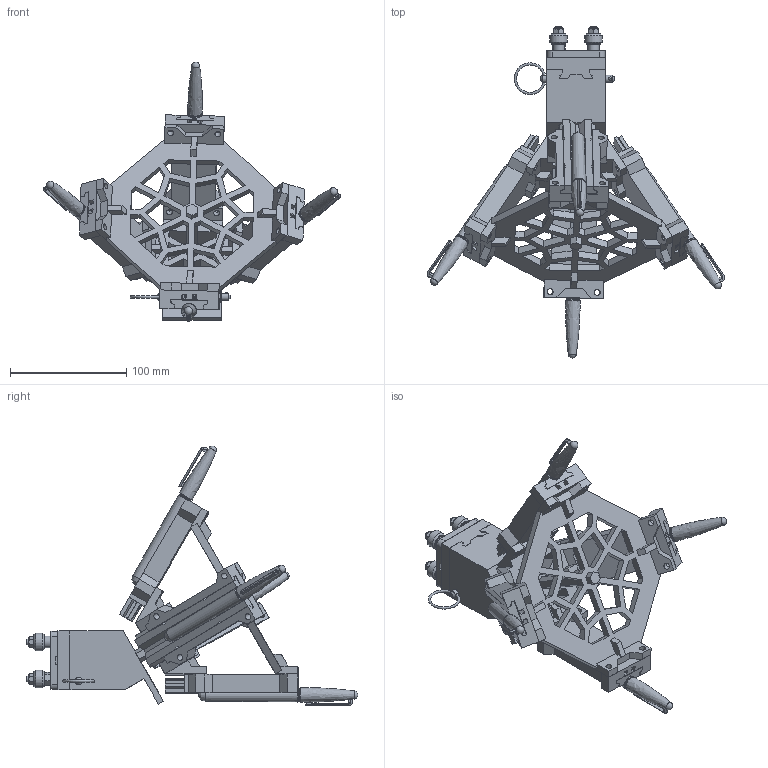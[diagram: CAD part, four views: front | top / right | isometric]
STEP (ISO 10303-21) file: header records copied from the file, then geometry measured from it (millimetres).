
FILE_DESCRIPTION(/* description */ (''),/* implementation_level */ '2;1');
FILE_NAME(/* name */ 'Tool_Head_Assem.stp',/* time_stamp */ '2021-02-21T16:40:49-08:00',/* author */ ('zhanb'),/* organization */ (''),/* preprocessor_version */ 'ST-DEVELOPER v17',/* originating_system */ 'Autodesk Inventor 2019',/* authorisation */ '');
FILE_SCHEMA (('AUTOMOTIVE_DESIGN { 1 0 10303 214 3 1 1 }'));
Length unit declared in the file: inch
Products named in the file (20): Tool_Head; Mini V Gantry Kit; Mini V Wheel Plate v1; Aluminum Spacer 6mm v1; Ball Bearing 5 x 10 x 4.2 v1; Low Profile Screw M5 v1; Nylon Insert Lock Nut M5 v1; Precision Shim 8 x 5 x 1 v1; Eccentric Spacer 6mm v1; Delrin Mini V Wheel v1; Pen_Mount; Holder_Mount; Holder_Slide; Pen_Sharpie; Gantry_Mount_Rail; Gantry_Mount; 4-Tool_Upper; 4-Tool_Lower; Release_Pin; .375_HexShaft
Assembly tree (43 placements, depth 3):
  Tool_Head
    Mini V Gantry Kit
      Aluminum Spacer 6mm v1  x2
      Mini V Wheel Plate v1
      Ball Bearing 5 x 10 x 4.2 v1  x8
      Delrin Mini V Wheel v1  x4
      Low Profile Screw M5 v1  x4
      Nylon Insert Lock Nut M5 v1  x4
      Precision Shim 8 x 5 x 1 v1  x4
      Eccentric Spacer 6mm v1  x2
    Pen_Mount  x4
      Holder_Mount
      Holder_Slide
      Pen_Sharpie
    Gantry_Mount_Rail
    Gantry_Mount
    4-Tool_Upper
    4-Tool_Lower
    Release_Pin
    .375_HexShaft
Bounding box: 256.27 x 286.01 x 224.02 mm (x, y, z)
Volume: 600976.5 mm3; surface area: 259261.4 mm2
Topology: 47 solids, 47 shells, 1337 faces, 3747 edges, 2622 vertices
Faces by surface type: plane 1001, cylinder 184, cone 122, bspline 16, torus 9, sphere 5
Full cylindrical faces by diameter (mm): 4.2 x9, 4.25 x4, 5 x22, 5.1 x4, 5.156 x32, 5.3 x4, 6.2 x16, 6.35 x1, 6.528 x1, 7.11 x2, 7.2 x2, 8 x4, 8.64 x4, 9 x4, 9.2 x16, 10 x18, 10.1 x2, 10.922 x4, 12 x2, 15.23 x4, 28.626 x2
Entity records: 22575 total; most frequent: CARTESIAN_POINT 4296, ORIENTED_EDGE 3668, DIRECTION 3488, EDGE_CURVE 1834, LINE 1428, VECTOR 1428, VERTEX_POINT 1233, AXIS2_PLACEMENT_3D 1030
